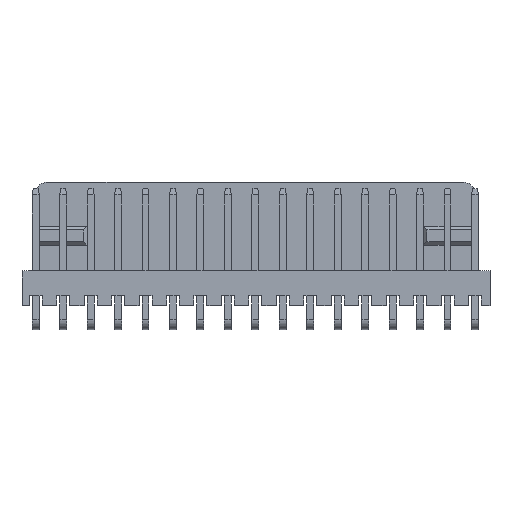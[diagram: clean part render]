
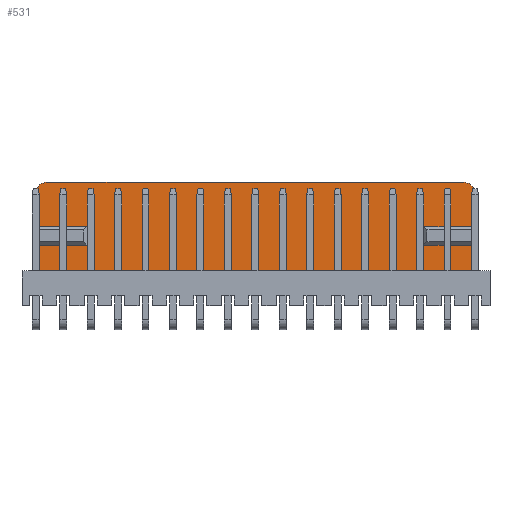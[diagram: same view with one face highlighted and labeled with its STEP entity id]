
A CAD part, top view. The second image highlights one B-rep face of the part: STEP entity #531.
In plain terms, the highlighted planar face has unit normal (0, 0, 1).
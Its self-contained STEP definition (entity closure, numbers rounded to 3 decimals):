
#531 = ADVANCED_FACE ( 'NONE', ( #5555 ), #5997, .F. ) ;
#1131 = EDGE_CURVE ( 'NONE', #1962, #5178, #8888, .T. ) ;
#1136 = EDGE_CURVE ( 'NONE', #5170, #1965, #8890, .T. ) ;
#1163 = EDGE_CURVE ( 'NONE', #1965, #1987, #8952, .T. ) ;
#1164 = EDGE_CURVE ( 'NONE', #1991, #1987, #8954, .T. ) ;
#1165 = EDGE_CURVE ( 'NONE', #2006, #1991, #8950, .T. ) ;
#1166 = EDGE_CURVE ( 'NONE', #1992, #2006, #8956, .T. ) ;
#1167 = EDGE_CURVE ( 'NONE', #1992, #2010, #8958, .T. ) ;
#1168 = EDGE_CURVE ( 'NONE', #1962, #2010, #8962, .T. ) ;
#1536 = ORIENTED_EDGE ( 'NONE', *, *, #1136, .T. ) ;
#1537 = ORIENTED_EDGE ( 'NONE', *, *, #1163, .T. ) ;
#1538 = ORIENTED_EDGE ( 'NONE', *, *, #1164, .F. ) ;
#1539 = ORIENTED_EDGE ( 'NONE', *, *, #1165, .F. ) ;
#1540 = ORIENTED_EDGE ( 'NONE', *, *, #1166, .F. ) ;
#1541 = ORIENTED_EDGE ( 'NONE', *, *, #1167, .T. ) ;
#1542 = ORIENTED_EDGE ( 'NONE', *, *, #1168, .F. ) ;
#1543 = ORIENTED_EDGE ( 'NONE', *, *, #1131, .T. ) ;
#1544 = ORIENTED_EDGE ( 'NONE', *, *, #2991, .F. ) ;
#1545 = ORIENTED_EDGE ( 'NONE', *, *, #2996, .T. ) ;
#1546 = ORIENTED_EDGE ( 'NONE', *, *, #2877, .F. ) ;
#1547 = ORIENTED_EDGE ( 'NONE', *, *, #2875, .F. ) ;
#1548 = ORIENTED_EDGE ( 'NONE', *, *, #2873, .F. ) ;
#1549 = ORIENTED_EDGE ( 'NONE', *, *, #2995, .T. ) ;
#1962 = VERTEX_POINT ( 'NONE', #9712 ) ;
#1965 = VERTEX_POINT ( 'NONE', #9715 ) ;
#1987 = VERTEX_POINT ( 'NONE', #9737 ) ;
#1991 = VERTEX_POINT ( 'NONE', #9741 ) ;
#1992 = VERTEX_POINT ( 'NONE', #9742 ) ;
#2006 = VERTEX_POINT ( 'NONE', #9756 ) ;
#2010 = VERTEX_POINT ( 'NONE', #9760 ) ;
#2759 = EDGE_LOOP ( 'NONE', ( #1536, #1537, #1538, #1539, #1540, #1541, #1542, #1543, #1544, #1545, #1546, #1547, #1548, #1549 ) ) ;
#2873 = EDGE_CURVE ( 'NONE', #4772, #5118, #9960, .T. ) ;
#2875 = EDGE_CURVE ( 'NONE', #5118, #4825, #9964, .T. ) ;
#2877 = EDGE_CURVE ( 'NONE', #4825, #4771, #9966, .T. ) ;
#2991 = EDGE_CURVE ( 'NONE', #5176, #5178, #10190, .T. ) ;
#2995 = EDGE_CURVE ( 'NONE', #4772, #5170, #10202, .T. ) ;
#2996 = EDGE_CURVE ( 'NONE', #5176, #4771, #10204, .T. ) ;
#4771 = VERTEX_POINT ( 'NONE', #11940 ) ;
#4772 = VERTEX_POINT ( 'NONE', #11941 ) ;
#4825 = VERTEX_POINT ( 'NONE', #11994 ) ;
#4946 = AXIS2_PLACEMENT_3D ( 'NONE', #5990, #5999, #6000 ) ;
#5118 = VERTEX_POINT ( 'NONE', #12059 ) ;
#5170 = VERTEX_POINT ( 'NONE', #12154 ) ;
#5176 = VERTEX_POINT ( 'NONE', #12160 ) ;
#5178 = VERTEX_POINT ( 'NONE', #12162 ) ;
#5555 = FACE_OUTER_BOUND ( 'NONE', #2759, .T. ) ;
#5990 = CARTESIAN_POINT ( 'NONE',  ( -9.538, 0.723, 0.86 ) ) ;
#5997 = PLANE ( 'NONE',  #4946 ) ;
#5999 = DIRECTION ( 'NONE',  ( 0., 0., -1. ) ) ;
#6000 = DIRECTION ( 'NONE',  ( -1., 0., 0. ) ) ;
#7415 = AXIS2_PLACEMENT_3D ( 'NONE', #8684, #8685, #8686 ) ;
#7424 = AXIS2_PLACEMENT_3D ( 'NONE', #11358, #11359, #11360 ) ;
#8578 = CARTESIAN_POINT ( 'NONE',  ( -10.858, -3.377, 0.86 ) ) ;
#8607 = CARTESIAN_POINT ( 'NONE',  ( -8.538, 4.823, 0.86 ) ) ;
#8609 = DIRECTION ( 'NONE',  ( -1., 0., 0. ) ) ;
#8618 = DIRECTION ( 'NONE',  ( 1., 0., 0. ) ) ;
#8643 = CARTESIAN_POINT ( 'NONE',  ( 26.332, 0.723, 0.86 ) ) ;
#8669 = CARTESIAN_POINT ( 'NONE',  ( -17.158, 0.723, 0.86 ) ) ;
#8672 = CARTESIAN_POINT ( 'NONE',  ( 31.042, 3.823, 0.86 ) ) ;
#8673 = DIRECTION ( 'NONE',  ( 0., 1., 0. ) ) ;
#8674 = CARTESIAN_POINT ( 'NONE',  ( -17.158, -0.977, 0.86 ) ) ;
#8675 = CARTESIAN_POINT ( 'NONE',  ( 31.042, 3.823, 0.86 ) ) ;
#8676 = DIRECTION ( 'NONE',  ( 1., 0., 0. ) ) ;
#8677 = DIRECTION ( 'NONE',  ( 0., -1., 0. ) ) ;
#8679 = DIRECTION ( 'NONE',  ( -1., 0., 0. ) ) ;
#8681 = DIRECTION ( 'NONE',  ( 0., 1., 0. ) ) ;
#8684 = CARTESIAN_POINT ( 'NONE',  ( 30.042, 3.823, 0.86 ) ) ;
#8685 = DIRECTION ( 'NONE',  ( 0., 0., -1. ) ) ;
#8686 = DIRECTION ( 'NONE',  ( 1., 0., 0. ) ) ;
#8888 = LINE ( 'NONE', #8607, #8891 ) ;
#8890 = LINE ( 'NONE', #8578, #8901 ) ;
#8891 = VECTOR ( 'NONE', #8609, 1000. ) ;
#8901 = VECTOR ( 'NONE', #8618, 1000. ) ;
#8950 = LINE ( 'NONE', #8643, #8959 ) ;
#8952 = LINE ( 'NONE', #8672, #8955 ) ;
#8954 = LINE ( 'NONE', #8674, #8957 ) ;
#8955 = VECTOR ( 'NONE', #8673, 1000. ) ;
#8956 = LINE ( 'NONE', #8669, #8961 ) ;
#8957 = VECTOR ( 'NONE', #8676, 1000. ) ;
#8958 = LINE ( 'NONE', #8675, #8963 ) ;
#8959 = VECTOR ( 'NONE', #8677, 1000. ) ;
#8961 = VECTOR ( 'NONE', #8679, 1000. ) ;
#8962 = CIRCLE ( 'NONE', #7415, 1. ) ;
#8963 = VECTOR ( 'NONE', #8681, 1000. ) ;
#9712 = CARTESIAN_POINT ( 'NONE',  ( 30.042, 4.823, 0.86 ) ) ;
#9715 = CARTESIAN_POINT ( 'NONE',  ( 31.042, -3.377, 0.86 ) ) ;
#9737 = CARTESIAN_POINT ( 'NONE',  ( 31.042, -0.977, 0.86 ) ) ;
#9741 = CARTESIAN_POINT ( 'NONE',  ( 26.332, -0.977, 0.86 ) ) ;
#9742 = CARTESIAN_POINT ( 'NONE',  ( 31.042, 0.723, 0.86 ) ) ;
#9756 = CARTESIAN_POINT ( 'NONE',  ( 26.332, 0.723, 0.86 ) ) ;
#9760 = CARTESIAN_POINT ( 'NONE',  ( 31.042, 3.823, 0.86 ) ) ;
#9960 = LINE ( 'NONE', #11120, #9963 ) ;
#9963 = VECTOR ( 'NONE', #11122, 1000. ) ;
#9964 = LINE ( 'NONE', #11124, #9967 ) ;
#9966 = LINE ( 'NONE', #11121, #9971 ) ;
#9967 = VECTOR ( 'NONE', #11126, 1000. ) ;
#9971 = VECTOR ( 'NONE', #11129, 1000. ) ;
#10190 = CIRCLE ( 'NONE', #7424, 1. ) ;
#10202 = LINE ( 'NONE', #11366, #10205 ) ;
#10204 = LINE ( 'NONE', #11368, #10207 ) ;
#10205 = VECTOR ( 'NONE', #11367, 1000. ) ;
#10207 = VECTOR ( 'NONE', #11369, 1000. ) ;
#11120 = CARTESIAN_POINT ( 'NONE',  ( -9.538, -0.977, 0.86 ) ) ;
#11121 = CARTESIAN_POINT ( 'NONE',  ( -9.538, 0.723, 0.86 ) ) ;
#11122 = DIRECTION ( 'NONE',  ( 1., 0., 0. ) ) ;
#11124 = CARTESIAN_POINT ( 'NONE',  ( -4.828, 0.723, 0.86 ) ) ;
#11126 = DIRECTION ( 'NONE',  ( 0., 1., 0. ) ) ;
#11129 = DIRECTION ( 'NONE',  ( -1., 0., 0. ) ) ;
#11358 = CARTESIAN_POINT ( 'NONE',  ( -8.538, 3.823, 0.86 ) ) ;
#11359 = DIRECTION ( 'NONE',  ( 0., 0., -1. ) ) ;
#11360 = DIRECTION ( 'NONE',  ( 1., 0., 0. ) ) ;
#11366 = CARTESIAN_POINT ( 'NONE',  ( -9.538, -3.377, 0.86 ) ) ;
#11367 = DIRECTION ( 'NONE',  ( 0., -1., 0. ) ) ;
#11368 = CARTESIAN_POINT ( 'NONE',  ( -9.538, -3.377, 0.86 ) ) ;
#11369 = DIRECTION ( 'NONE',  ( 0., -1., 0. ) ) ;
#11940 = CARTESIAN_POINT ( 'NONE',  ( -9.538, 0.723, 0.86 ) ) ;
#11941 = CARTESIAN_POINT ( 'NONE',  ( -9.538, -0.977, 0.86 ) ) ;
#11994 = CARTESIAN_POINT ( 'NONE',  ( -4.828, 0.723, 0.86 ) ) ;
#12059 = CARTESIAN_POINT ( 'NONE',  ( -4.828, -0.977, 0.86 ) ) ;
#12154 = CARTESIAN_POINT ( 'NONE',  ( -9.538, -3.377, 0.86 ) ) ;
#12160 = CARTESIAN_POINT ( 'NONE',  ( -9.538, 3.823, 0.86 ) ) ;
#12162 = CARTESIAN_POINT ( 'NONE',  ( -8.538, 4.823, 0.86 ) ) ;
